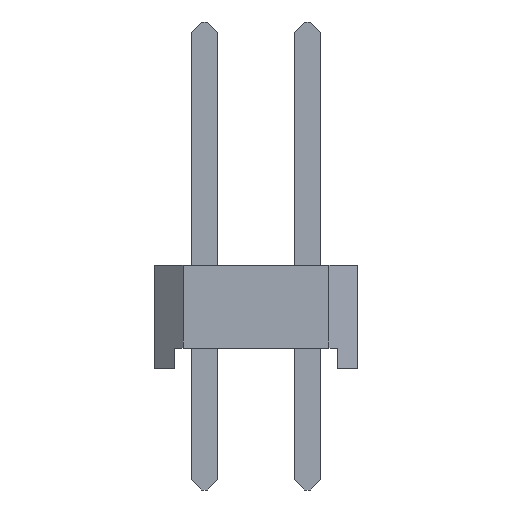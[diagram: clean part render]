
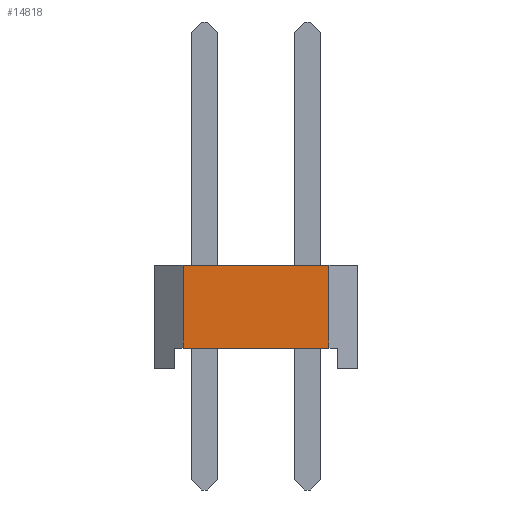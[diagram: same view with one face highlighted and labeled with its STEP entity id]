
A CAD part, left-side view. The second image highlights one B-rep face of the part: STEP entity #14818.
In plain terms, the highlighted planar face has unit normal (-1, 0, 0).
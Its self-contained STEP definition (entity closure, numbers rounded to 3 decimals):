
#852=FACE_OUTER_BOUND('',#1696,.T.);
#1696=EDGE_LOOP('',(#12869,#12870,#12871,#12872));
#3284=LINE('',#22385,#5330);
#3408=LINE('',#22633,#5454);
#3776=LINE('',#23333,#5822);
#3777=LINE('',#23334,#5823);
#5330=VECTOR('',#18348,1.);
#5454=VECTOR('',#18476,1.);
#5822=VECTOR('',#19074,1.);
#5823=VECTOR('',#19075,1.);
#6896=VERTEX_POINT('',#22382);
#6897=VERTEX_POINT('',#22384);
#7018=VERTEX_POINT('',#22630);
#7019=VERTEX_POINT('',#22632);
#8740=EDGE_CURVE('',#6896,#6897,#3284,.T.);
#8864=EDGE_CURVE('',#7018,#7019,#3408,.T.);
#9232=EDGE_CURVE('',#6897,#7018,#3776,.T.);
#9233=EDGE_CURVE('',#6896,#7019,#3777,.T.);
#12869=ORIENTED_EDGE('',*,*,#9232,.F.);
#12870=ORIENTED_EDGE('',*,*,#8740,.F.);
#12871=ORIENTED_EDGE('',*,*,#9233,.T.);
#12872=ORIENTED_EDGE('',*,*,#8864,.F.);
#14054=PLANE('',#15636);
#14818=ADVANCED_FACE('',(#852),#14054,.F.);
#15636=AXIS2_PLACEMENT_3D('',#23332,#19072,#19073);
#18348=DIRECTION('',(0.,1.,0.));
#18476=DIRECTION('',(0.,-1.,0.));
#19072=DIRECTION('center_axis',(1.,0.,0.));
#19073=DIRECTION('ref_axis',(0.,0.,-1.));
#19074=DIRECTION('',(0.,0.,1.));
#19075=DIRECTION('',(0.,0.,1.));
#22382=CARTESIAN_POINT('',(-25.4,-1.8,0.5));
#22384=CARTESIAN_POINT('',(-25.4,1.8,0.5));
#22385=CARTESIAN_POINT('',(-25.4,2.,0.5));
#22630=CARTESIAN_POINT('',(-25.4,1.8,2.54));
#22632=CARTESIAN_POINT('',(-25.4,-1.8,2.54));
#22633=CARTESIAN_POINT('',(-25.4,2.5,2.54));
#23332=CARTESIAN_POINT('Origin',(-25.4,2.5,2.54));
#23333=CARTESIAN_POINT('',(-25.4,1.8,0.));
#23334=CARTESIAN_POINT('',(-25.4,-1.8,0.));
